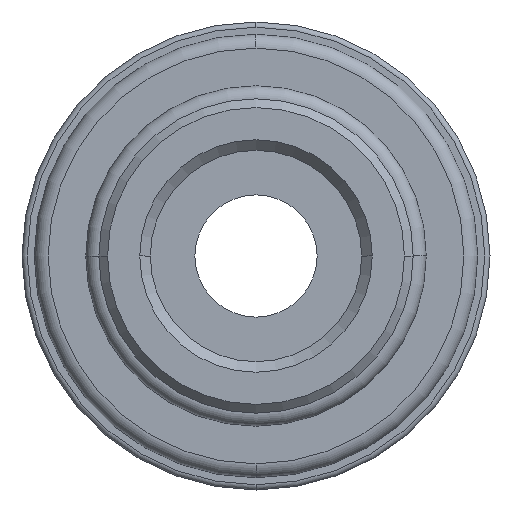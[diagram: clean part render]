
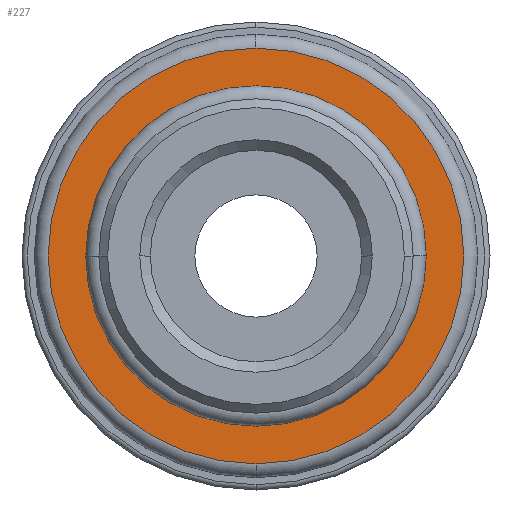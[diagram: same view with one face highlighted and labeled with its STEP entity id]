
A CAD part, front view. The second image highlights one B-rep face of the part: STEP entity #227.
In plain terms, the highlighted planar face has unit normal (0, -1, 0).
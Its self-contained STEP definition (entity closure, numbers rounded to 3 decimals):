
#227=ADVANCED_FACE('',(#479,#480),#481,.T.);
#479=FACE_BOUND('',#748,.T.);
#480=FACE_OUTER_BOUND('',#749,.T.);
#481=PLANE('',#750);
#748=EDGE_LOOP('',(#1337,#1338,#1339));
#749=EDGE_LOOP('',(#1340,#1341,#1342));
#750=AXIS2_PLACEMENT_3D('',#1343,#1344,#1345);
#1337=ORIENTED_EDGE('',*,*,#1697,.T.);
#1338=ORIENTED_EDGE('',*,*,#1769,.T.);
#1339=ORIENTED_EDGE('',*,*,#1698,.T.);
#1340=ORIENTED_EDGE('',*,*,#1757,.F.);
#1341=ORIENTED_EDGE('',*,*,#1756,.F.);
#1342=ORIENTED_EDGE('',*,*,#1770,.F.);
#1343=CARTESIAN_POINT('',(10.45,2.5,0.0));
#1344=DIRECTION('',(-0.0,-1.0,-0.0));
#1345=DIRECTION('',(-1.0,0.0,0.0));
#1697=EDGE_CURVE('',#2066,#2064,#2067,.T.);
#1698=EDGE_CURVE('',#2068,#2066,#2069,.T.);
#1756=EDGE_CURVE('',#2141,#2144,#2145,.T.);
#1757=EDGE_CURVE('',#2144,#2146,#2147,.T.);
#1769=EDGE_CURVE('',#2064,#2068,#2160,.T.);
#1770=EDGE_CURVE('',#2146,#2141,#2161,.T.);
#2064=VERTEX_POINT('',#2597);
#2066=VERTEX_POINT('',#2599);
#2067=CIRCLE('',#2600,9.75);
#2068=VERTEX_POINT('',#2601);
#2069=CIRCLE('',#2602,9.75);
#2141=VERTEX_POINT('',#2709);
#2144=VERTEX_POINT('',#2712);
#2145=CIRCLE('',#2713,11.9);
#2146=VERTEX_POINT('',#2714);
#2147=CIRCLE('',#2715,11.9);
#2160=CIRCLE('',#2730,9.75);
#2161=CIRCLE('',#2731,11.9);
#2597=CARTESIAN_POINT('',(9.75,2.5,0.));
#2599=CARTESIAN_POINT('',(0.,2.5,9.75));
#2600=AXIS2_PLACEMENT_3D('',#3055,#3056,#3057);
#2601=CARTESIAN_POINT('',(-9.75,2.5,0.));
#2602=AXIS2_PLACEMENT_3D('',#3058,#3059,#3060);
#2709=CARTESIAN_POINT('',(0.,2.5,11.9));
#2712=CARTESIAN_POINT('',(11.9,2.5,0.0));
#2713=AXIS2_PLACEMENT_3D('',#3149,#3150,#3151);
#2714=CARTESIAN_POINT('',(0.,2.5,-11.9));
#2715=AXIS2_PLACEMENT_3D('',#3152,#3153,#3154);
#2730=AXIS2_PLACEMENT_3D('',#3166,#3167,#3168);
#2731=AXIS2_PLACEMENT_3D('',#3169,#3170,#3171);
#3055=CARTESIAN_POINT('',(0.0,2.5,0.0));
#3056=DIRECTION('',(0.0,1.0,0.0));
#3057=DIRECTION('',(0.0,0.0,-1.0));
#3058=CARTESIAN_POINT('',(0.0,2.5,0.0));
#3059=DIRECTION('',(0.0,1.0,0.0));
#3060=DIRECTION('',(0.0,0.0,-1.0));
#3149=CARTESIAN_POINT('',(0.0,2.5,0.0));
#3150=DIRECTION('',(-0.0,1.0,0.0));
#3151=DIRECTION('',(1.0,0.0,0.0));
#3152=CARTESIAN_POINT('',(0.0,2.5,0.0));
#3153=DIRECTION('',(-0.0,1.0,0.0));
#3154=DIRECTION('',(1.0,0.0,0.0));
#3166=CARTESIAN_POINT('',(0.0,2.5,0.0));
#3167=DIRECTION('',(0.0,1.0,0.0));
#3168=DIRECTION('',(0.0,0.0,-1.0));
#3169=CARTESIAN_POINT('',(0.0,2.5,0.0));
#3170=DIRECTION('',(-0.0,1.0,0.0));
#3171=DIRECTION('',(1.0,0.0,0.0));
